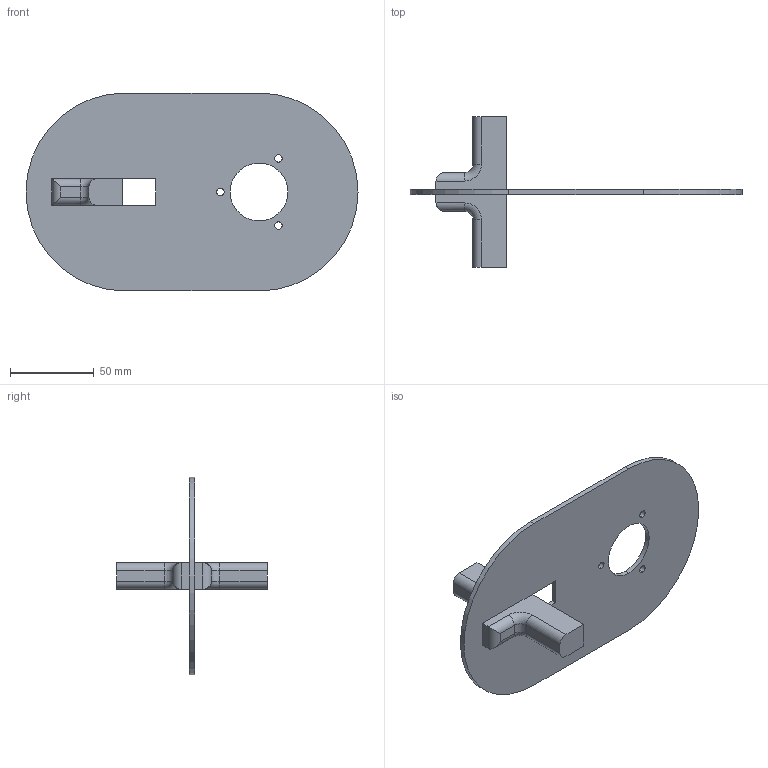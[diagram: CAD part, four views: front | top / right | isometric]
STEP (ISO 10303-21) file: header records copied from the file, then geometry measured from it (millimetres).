
FILE_DESCRIPTION (( 'STEP AP203' ), '1' );
FILE_NAME ('support ammovible.STEP', '2021-02-24T01:04:29', ( '' ), ( '' ), 'SwSTEP 2.0', 'SolidWorks 2019', '' );
FILE_SCHEMA (( 'CONFIG_CONTROL_DESIGN' ));
Length unit declared in the file: millimetre
Products named in the file (1): support ammovible
Bounding box: 198 x 90 x 118 mm (x, y, z)
Volume: 90789 mm3; surface area: 47121.8 mm2
Topology: 1 solids, 1 shells, 52 faces, 128 edges, 80 vertices
Faces by surface type: cylinder 26, plane 22, torus 4
Entity records: 1629 total; most frequent: DIRECTION 278, CARTESIAN_POINT 273, ORIENTED_EDGE 256, EDGE_CURVE 128, AXIS2_PLACEMENT_3D 101, VERTEX_POINT 80, LINE 76, VECTOR 76
